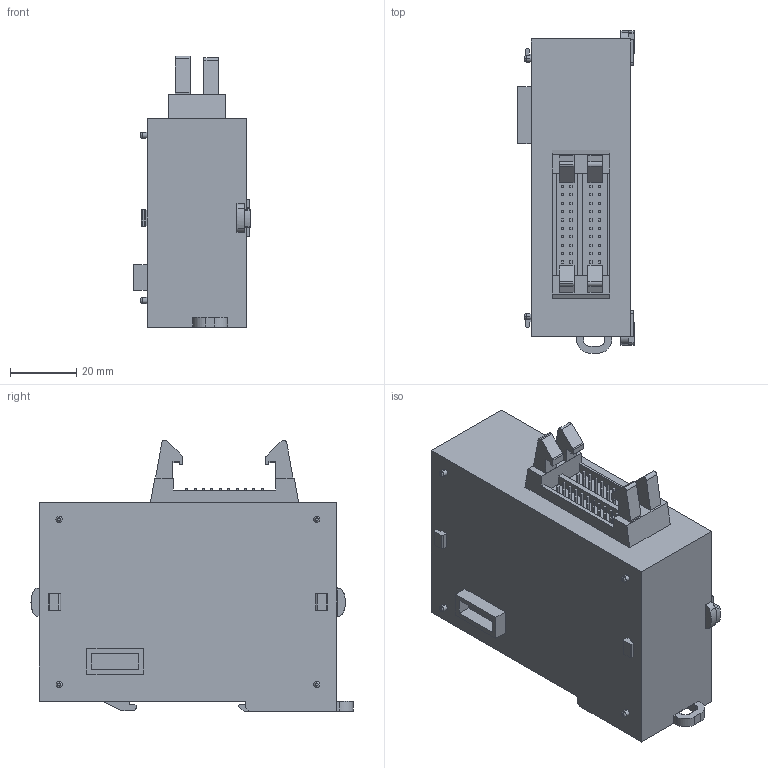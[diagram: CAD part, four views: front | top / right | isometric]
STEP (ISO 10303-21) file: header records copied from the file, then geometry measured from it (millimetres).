
FILE_DESCRIPTION (( 'STEP AP214' ), '1' );
FILE_NAME ('PLC-S-EXD-1616_ÏËÊ S. 16DI_16DO ñåðèè ONI.STEP', '2019-02-25T09:08:36', ( '' ), ( '' ), 'SwSTEP 2.0', 'SolidWorks 2014', '' );
FILE_SCHEMA (( 'AUTOMOTIVE_DESIGN' ));
Length unit declared in the file: millimetre
Products named in the file (2): PLC-S-EXD-1616_ÏËÊ S. 16DI_16DO ñåðèè ONI
Bounding box: 35.2 x 97.48 x 82.25 mm (x, y, z)
Volume: 167600.8 mm3; surface area: 24158.9 mm2
Topology: 1 solids, 1 shells, 566 faces, 1435 edges, 952 vertices
Faces by surface type: plane 494, cylinder 64, bspline 8
Entity records: 23154 total; most frequent: CARTESIAN_POINT 3099, ORIENTED_EDGE 2870, DIRECTION 2687, EDGE_CURVE 1435, LINE 1287, VECTOR 1287, VERTEX_POINT 952, AXIS2_PLACEMENT_3D 700
